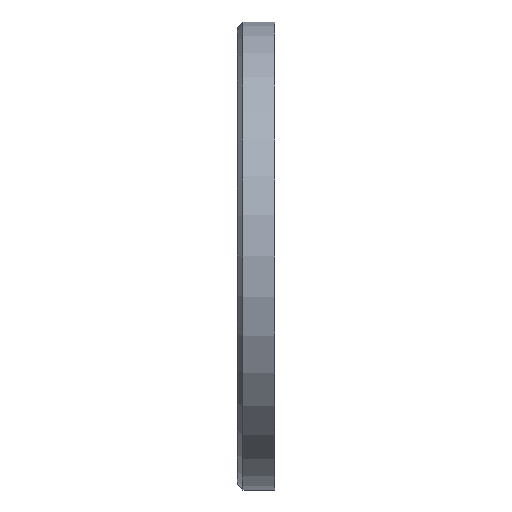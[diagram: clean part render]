
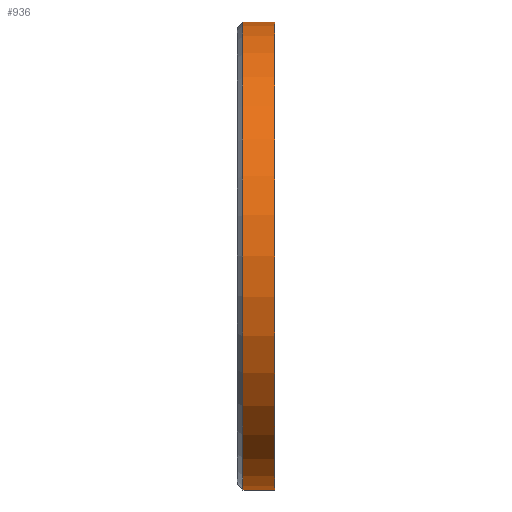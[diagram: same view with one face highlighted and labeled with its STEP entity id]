
A CAD part, front view. The second image highlights one B-rep face of the part: STEP entity #936.
In plain terms, the highlighted cylindrical face has radius 20 mm (diameter 40 mm), a partial arc.
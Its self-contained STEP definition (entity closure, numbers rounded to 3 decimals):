
#10 = ORIENTED_EDGE ( 'NONE', *, *, #951, .F. ) ;
#11 = CIRCLE ( 'NONE', #613, 20. ) ;
#52 = VERTEX_POINT ( 'NONE', #607 ) ;
#58 = DIRECTION ( 'NONE',  ( 0., 0., -1. ) ) ;
#117 = CARTESIAN_POINT ( 'NONE',  ( 21.132, 0., -20. ) ) ;
#129 = EDGE_CURVE ( 'NONE', #765, #52, #375, .T. ) ;
#130 = ORIENTED_EDGE ( 'NONE', *, *, #218, .T. ) ;
#145 = DIRECTION ( 'NONE',  ( 1., 0., 0. ) ) ;
#149 = CARTESIAN_POINT ( 'NONE',  ( 21.132, 0., 0. ) ) ;
#155 = DIRECTION ( 'NONE',  ( 0., 0., -1. ) ) ;
#197 = EDGE_CURVE ( 'NONE', #352, #776, #219, .T. ) ;
#218 = EDGE_CURVE ( 'NONE', #776, #52, #740, .T. ) ;
#219 = LINE ( 'NONE', #888, #985 ) ;
#222 = DIRECTION ( 'NONE',  ( -1., 0., 0. ) ) ;
#230 = FACE_OUTER_BOUND ( 'NONE', #402, .T. ) ;
#233 = CARTESIAN_POINT ( 'NONE',  ( 21.132, 0., 20. ) ) ;
#245 = ORIENTED_EDGE ( 'NONE', *, *, #197, .T. ) ;
#295 = DIRECTION ( 'NONE',  ( -1., 0., 0. ) ) ;
#352 = VERTEX_POINT ( 'NONE', #233 ) ;
#375 = LINE ( 'NONE', #798, #614 ) ;
#402 = EDGE_LOOP ( 'NONE', ( #718, #10, #245, #130 ) ) ;
#558 = DIRECTION ( 'NONE',  ( 0., 0., 1. ) ) ;
#568 = CYLINDRICAL_SURFACE ( 'NONE', #882, 20. ) ;
#607 = CARTESIAN_POINT ( 'NONE',  ( 18.433, 0., -20. ) ) ;
#613 = AXIS2_PLACEMENT_3D ( 'NONE', #889, #145, #155 ) ;
#614 = VECTOR ( 'NONE', #714, 1000. ) ;
#629 = CARTESIAN_POINT ( 'NONE',  ( 18.433, 0., 0. ) ) ;
#700 = CARTESIAN_POINT ( 'NONE',  ( 18.433, 0., 20. ) ) ;
#714 = DIRECTION ( 'NONE',  ( -1., 0., 0. ) ) ;
#718 = ORIENTED_EDGE ( 'NONE', *, *, #129, .F. ) ;
#740 = CIRCLE ( 'NONE', #1022, 20. ) ;
#765 = VERTEX_POINT ( 'NONE', #117 ) ;
#776 = VERTEX_POINT ( 'NONE', #700 ) ;
#798 = CARTESIAN_POINT ( 'NONE',  ( 21.132, 0., -20. ) ) ;
#801 = DIRECTION ( 'NONE',  ( 1., 0., 0. ) ) ;
#882 = AXIS2_PLACEMENT_3D ( 'NONE', #149, #222, #558 ) ;
#888 = CARTESIAN_POINT ( 'NONE',  ( 21.132, 0., 20. ) ) ;
#889 = CARTESIAN_POINT ( 'NONE',  ( 21.132, 0., 0. ) ) ;
#936 = ADVANCED_FACE ( 'NONE', ( #230 ), #568, .T. ) ;
#951 = EDGE_CURVE ( 'NONE', #352, #765, #11, .T. ) ;
#985 = VECTOR ( 'NONE', #295, 1000. ) ;
#1022 = AXIS2_PLACEMENT_3D ( 'NONE', #629, #801, #58 ) ;
